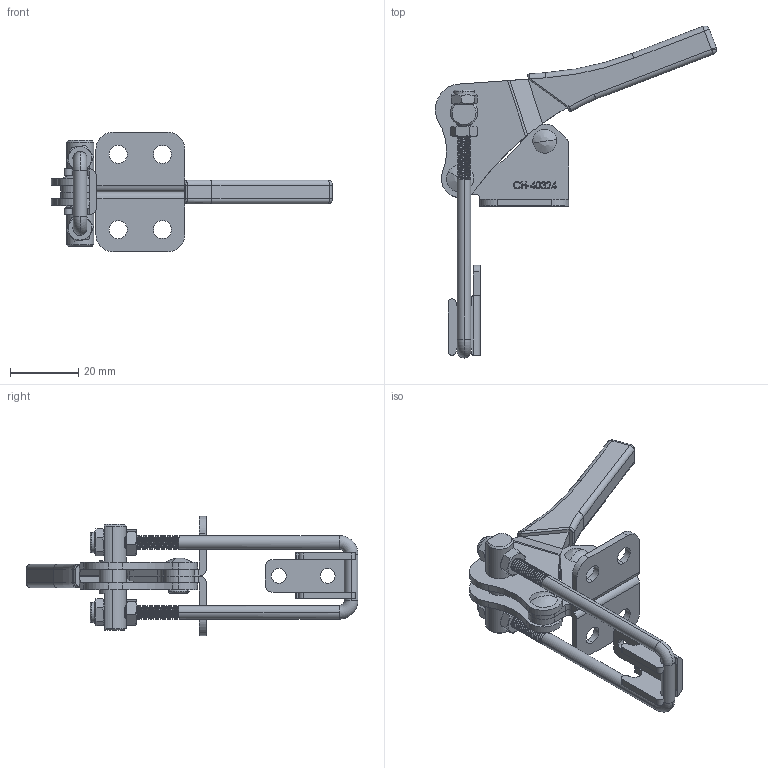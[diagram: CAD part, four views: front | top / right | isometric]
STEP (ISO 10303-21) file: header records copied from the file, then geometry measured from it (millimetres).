
FILE_DESCRIPTION (( 'STEP AP203' ), '1' );
FILE_NAME ('CH-40324.STEP', '2017-12-01T02:08:59', ( 'Windows' ), ( 'Microsoft' ), 'SwSTEP 2.0', 'SolidWorks 2015', '' );
FILE_SCHEMA (( 'CONFIG_CONTROL_DESIGN' ));
Length unit declared in the file: millimetre
Products named in the file (10): CH-40324; CH-40324-03 HANDLE; CH-40324-07; CH-40324-06; CH-40324-05 ROTOR; CH-40324-02 HOOK; M4 LOCK NUT; M4 NUT; CH-40324-04 PERMANENT SEAT; CH-40324-01 BASE
Assembly tree (11 placements, depth 2):
  CH-40324
    CH-40324-01 BASE
    CH-40324-03 HANDLE
    CH-40324-07
    CH-40324-06
    CH-40324-05 ROTOR
    CH-40324-02 HOOK
    M4 LOCK NUT  x2
    M4 NUT  x2
    CH-40324-04 PERMANENT SEAT
Bounding box: 82.39 x 97.28 x 35 mm (x, y, z)
Volume: 14397 mm3; surface area: 15139.8 mm2
Topology: 12 solids, 12 shells, 852 faces, 2307 edges, 1499 vertices
Faces by surface type: cylinder 314, plane 267, bspline 188, cone 49, torus 28, sphere 6
Entity records: 40469 total; most frequent: CARTESIAN_POINT 21559, ORIENTED_EDGE 4272, DIRECTION 2937, EDGE_CURVE 2136, VERTEX_POINT 1396, VECTOR 1037, LINE 1037, AXIS2_PLACEMENT_3D 950
